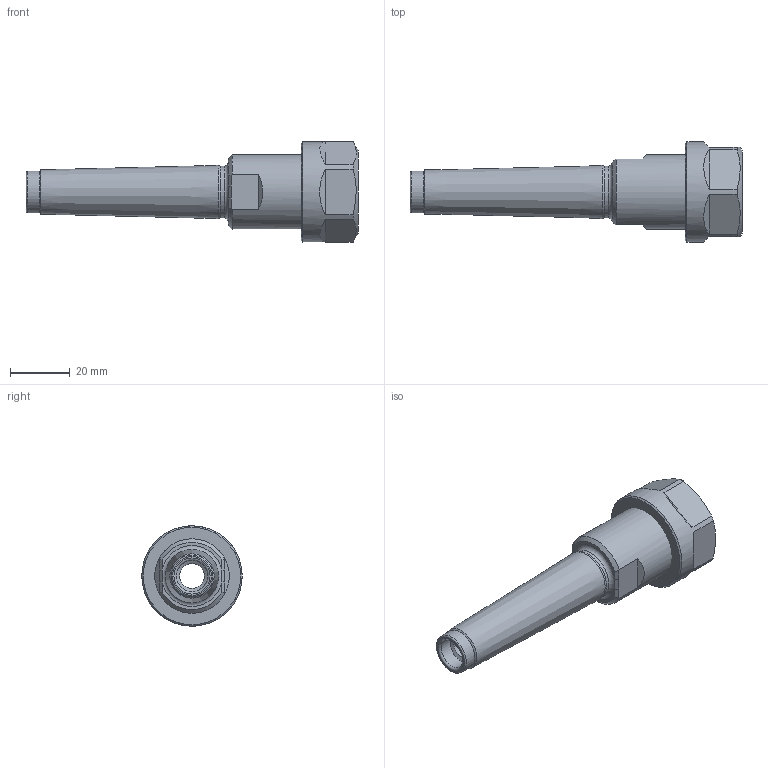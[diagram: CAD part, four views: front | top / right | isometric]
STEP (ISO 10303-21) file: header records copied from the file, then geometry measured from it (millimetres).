
FILE_DESCRIPTION( ( 'Unknown' ), '1' );
FILE_NAME( '270212000-A.stp', 'Unknown', ( 'Unknown' ), ( 'Unknown' ), 'PSStep 15.0.49', 'Unknown', ' ' );
FILE_SCHEMA( ( 'AUTOMOTIVE_DESIGN { 1 0 10303 214 1 1 1 1 }' ) );
Length unit declared in the file: millimetre
Products named in the file (2): 1; 2
Bounding box: 111.5 x 33.7 x 33.7 mm (x, y, z)
Volume: 27053.4 mm3; surface area: 14389.5 mm2
Topology: 2 solids, 2 shells, 63 faces, 150 edges, 93 vertices
Faces by surface type: plane 28, cone 14, cylinder 13, torus 6, bspline 2
Full cylindrical faces by diameter (mm): 8.376 x2, 10.5 x2, 13.5 x1, 14 x1, 16 x1, 17.4 x1, 20 x1, 23.376 x1, 25 x1, 25.5 x1, 33.7 x1
Entity records: 2200 total; most frequent: CARTESIAN_POINT 400, DIRECTION 268, ORIENTED_EDGE 218, AXIS2_PLACEMENT_3D 118, EDGE_CURVE 109, EDGE_LOOP 100, VERTEX_POINT 84, FACE_OUTER_BOUND 82
